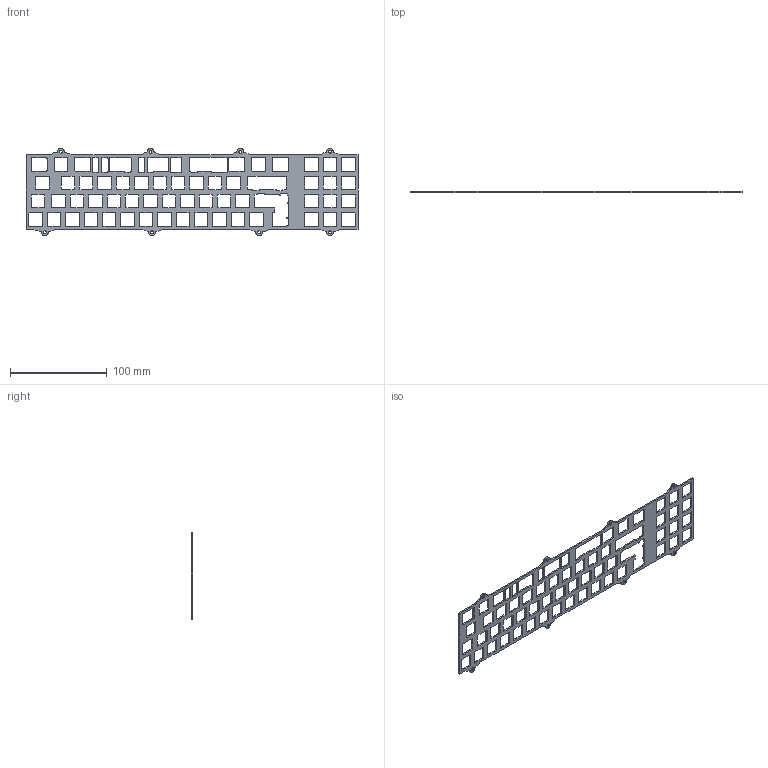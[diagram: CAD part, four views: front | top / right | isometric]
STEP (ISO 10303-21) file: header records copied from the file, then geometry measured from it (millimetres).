
FILE_DESCRIPTION(/* description */ (''),/* implementation_level */ '2;1');
FILE_NAME(/* name */ 'plate.step',/* time_stamp */ '2024-11-18T17:46:30+02:00',/* author */ (''),/* organization */ (''),/* preprocessor_version */ 'ST-DEVELOPER v20',/* originating_system */ 'Autodesk Translation Framework v13.20.0.188',/* authorisation */ '');
FILE_SCHEMA (('AUTOMOTIVE_DESIGN { 1 0 10303 214 3 1 1 }'));
Length unit declared in the file: millimetre
Products named in the file (1): plate
Bounding box: 343.85 x 1.6 x 90.29 mm (x, y, z)
Volume: 21086 mm3; surface area: 33813.4 mm2
Topology: 1 solids, 1 shells, 635 faces, 1899 edges, 1266 vertices
Faces by surface type: cylinder 325, plane 310
Full cylindrical faces by diameter (mm): 3 x8
Entity records: 21887 total; most frequent: DIRECTION 3821, CARTESIAN_POINT 3801, ORIENTED_EDGE 3798, EDGE_CURVE 1899, AXIS2_PLACEMENT_3D 1286, VERTEX_POINT 1266, LINE 1249, VECTOR 1249
